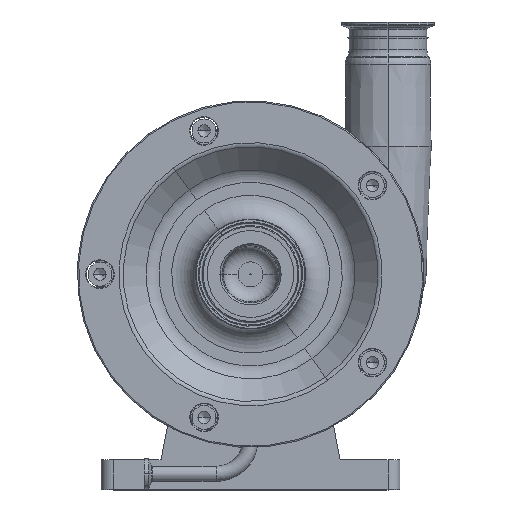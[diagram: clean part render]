
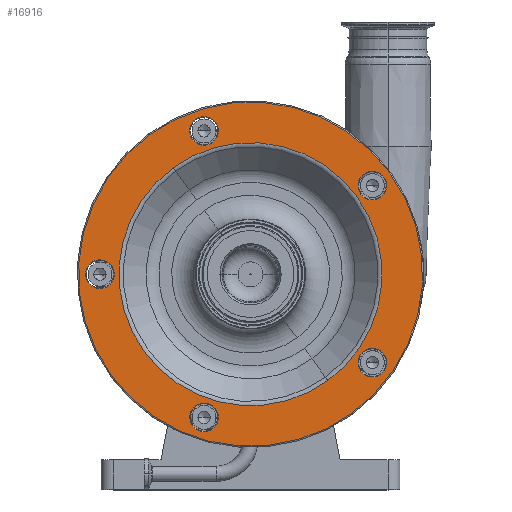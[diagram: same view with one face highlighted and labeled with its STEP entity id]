
A CAD part, top view. The second image highlights one B-rep face of the part: STEP entity #16916.
In plain terms, the highlighted planar face has unit normal (0, 0, 1).
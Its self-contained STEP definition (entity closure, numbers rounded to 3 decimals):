
#93 = DIRECTION ( 'NONE',  ( 0., 0., 1. ) ) ;
#136 = DIRECTION ( 'NONE',  ( 0.588, -0.809, 0. ) ) ;
#232 = CIRCLE ( 'NONE', #15345, 12. ) ;
#360 = DIRECTION ( 'NONE',  ( 0., 0., 1. ) ) ;
#615 = DIRECTION ( 'NONE',  ( 0.588, -0.809, 0. ) ) ;
#940 = CARTESIAN_POINT ( 'NONE',  ( -31.883, 290.125, 220. ) ) ;
#1164 = FACE_BOUND ( 'NONE', #9238, .T. ) ;
#1194 = DIRECTION ( 'NONE',  ( 0., 0., 1. ) ) ;
#1197 = AXIS2_PLACEMENT_3D ( 'NONE', #17701, #1333, #4188 ) ;
#1333 = DIRECTION ( 'NONE',  ( 0., 0., 1. ) ) ;
#1350 = DIRECTION ( 'NONE',  ( 0., 0., -1. ) ) ;
#1351 = VERTEX_POINT ( 'NONE', #11301 ) ;
#1414 = AXIS2_PLACEMENT_3D ( 'NONE', #7627, #13671, #136 ) ;
#1628 = EDGE_CURVE ( 'NONE', #17618, #15782, #15497, .T. ) ;
#1691 = ORIENTED_EDGE ( 'NONE', *, *, #15773, .F. ) ;
#2380 = CIRCLE ( 'NONE', #7743, 12. ) ;
#2664 = AXIS2_PLACEMENT_3D ( 'NONE', #8138, #14451, #15834 ) ;
#2668 = CIRCLE ( 'NONE', #7362, 12. ) ;
#2736 = DIRECTION ( 'NONE',  ( 0.588, -0.809, 0. ) ) ;
#2904 = DIRECTION ( 'NONE',  ( 0.588, -0.809, 0. ) ) ;
#3065 = DIRECTION ( 'NONE',  ( 0.588, -0.809, 0. ) ) ;
#3070 = VERTEX_POINT ( 'NONE', #18580 ) ;
#3157 = DIRECTION ( 'NONE',  ( 0., 0., 1. ) ) ;
#3302 = VERTEX_POINT ( 'NONE', #13649 ) ;
#3349 = CARTESIAN_POINT ( 'NONE',  ( -126., 180., 220. ) ) ;
#3471 = CIRCLE ( 'NONE', #4101, 12. ) ;
#3487 = CARTESIAN_POINT ( 'NONE',  ( 101.936, 254.061, 220. ) ) ;
#3784 = ORIENTED_EDGE ( 'NONE', *, *, #8703, .F. ) ;
#3902 = VERTEX_POINT ( 'NONE', #10430 ) ;
#4101 = AXIS2_PLACEMENT_3D ( 'NONE', #14077, #14168, #6659 ) ;
#4188 = DIRECTION ( 'NONE',  ( 0.588, -0.809, 0. ) ) ;
#4641 = CARTESIAN_POINT ( 'NONE',  ( 101.936, 105.939, 220. ) ) ;
#4883 = AXIS2_PLACEMENT_3D ( 'NONE', #3349, #8064, #7966 ) ;
#5353 = DIRECTION ( 'NONE',  ( 0., 0., 1. ) ) ;
#5938 = EDGE_LOOP ( 'NONE', ( #15537, #16575 ) ) ;
#6094 = CIRCLE ( 'NONE', #1414, 12. ) ;
#6132 = DIRECTION ( 'NONE',  ( 0.588, -0.809, 0. ) ) ;
#6249 = CARTESIAN_POINT ( 'NONE',  ( 94.883, 263.769, 220. ) ) ;
#6474 = EDGE_CURVE ( 'NONE', #15999, #11948, #14598, .T. ) ;
#6498 = VERTEX_POINT ( 'NONE', #9603 ) ;
#6650 = DIRECTION ( 'NONE',  ( 0.588, -0.809, 0. ) ) ;
#6659 = DIRECTION ( 'NONE',  ( 0.588, -0.809, 0. ) ) ;
#6751 = CIRCLE ( 'NONE', #9289, 144. ) ;
#7097 = EDGE_CURVE ( 'NONE', #3902, #3070, #2668, .T. ) ;
#7131 = EDGE_CURVE ( 'NONE', #9243, #18673, #7700, .T. ) ;
#7145 = DIRECTION ( 'NONE',  ( 0., 0., 1. ) ) ;
#7165 = CIRCLE ( 'NONE', #19131, 12. ) ;
#7260 = FACE_BOUND ( 'NONE', #14055, .T. ) ;
#7337 = DIRECTION ( 'NONE',  ( 0., 0., 1. ) ) ;
#7362 = AXIS2_PLACEMENT_3D ( 'NONE', #4641, #3157, #3065 ) ;
#7627 = CARTESIAN_POINT ( 'NONE',  ( -126., 180., 220. ) ) ;
#7689 = DIRECTION ( 'NONE',  ( 0.588, -0.809, 0. ) ) ;
#7700 = CIRCLE ( 'NONE', #12135, 144. ) ;
#7709 = DIRECTION ( 'NONE',  ( 0., 0., 1. ) ) ;
#7743 = AXIS2_PLACEMENT_3D ( 'NONE', #15639, #360, #6650 ) ;
#7842 = VERTEX_POINT ( 'NONE', #8046 ) ;
#7966 = DIRECTION ( 'NONE',  ( 0.588, -0.809, 0. ) ) ;
#8046 = CARTESIAN_POINT ( 'NONE',  ( -118.947, 170.292, 220. ) ) ;
#8064 = DIRECTION ( 'NONE',  ( 0., 0., 1. ) ) ;
#8138 = CARTESIAN_POINT ( 'NONE',  ( -38.936, 299.833, 220. ) ) ;
#8239 = CARTESIAN_POINT ( 'NONE',  ( -64.698, 269.049, 220. ) ) ;
#8547 = FACE_BOUND ( 'NONE', #9843, .T. ) ;
#8703 = EDGE_CURVE ( 'NONE', #3302, #1351, #3471, .T. ) ;
#9197 = CARTESIAN_POINT ( 'NONE',  ( -45.99, 309.541, 220. ) ) ;
#9238 = EDGE_LOOP ( 'NONE', ( #1691, #18860 ) ) ;
#9243 = VERTEX_POINT ( 'NONE', #10391 ) ;
#9289 = AXIS2_PLACEMENT_3D ( 'NONE', #18924, #1194, #11760 ) ;
#9352 = VERTEX_POINT ( 'NONE', #9197 ) ;
#9603 = CARTESIAN_POINT ( 'NONE',  ( -133.053, 189.708, 220. ) ) ;
#9680 = CARTESIAN_POINT ( 'NONE',  ( -84.641, 296.498, 220. ) ) ;
#9843 = EDGE_LOOP ( 'NONE', ( #13389, #10152 ) ) ;
#10096 = EDGE_LOOP ( 'NONE', ( #19249, #12413 ) ) ;
#10152 = ORIENTED_EDGE ( 'NONE', *, *, #14264, .F. ) ;
#10236 = AXIS2_PLACEMENT_3D ( 'NONE', #15300, #7709, #6132 ) ;
#10391 = CARTESIAN_POINT ( 'NONE',  ( 84.641, 63.502, 220. ) ) ;
#10410 = CARTESIAN_POINT ( 'NONE',  ( -38.936, 60.167, 220. ) ) ;
#10430 = CARTESIAN_POINT ( 'NONE',  ( 94.883, 115.647, 220. ) ) ;
#11245 = EDGE_LOOP ( 'NONE', ( #11840, #3784 ) ) ;
#11301 = CARTESIAN_POINT ( 'NONE',  ( -31.883, 50.459, 220. ) ) ;
#11732 = CARTESIAN_POINT ( 'NONE',  ( 116.498, 264.641, 220. ) ) ;
#11760 = DIRECTION ( 'NONE',  ( 0.588, -0.809, 0. ) ) ;
#11840 = ORIENTED_EDGE ( 'NONE', *, *, #17147, .F. ) ;
#11888 = ORIENTED_EDGE ( 'NONE', *, *, #13924, .F. ) ;
#11933 = FACE_OUTER_BOUND ( 'NONE', #10096, .T. ) ;
#11948 = VERTEX_POINT ( 'NONE', #13730 ) ;
#12135 = AXIS2_PLACEMENT_3D ( 'NONE', #18249, #93, #7689 ) ;
#12377 = AXIS2_PLACEMENT_3D ( 'NONE', #18287, #13775, #2904 ) ;
#12413 = ORIENTED_EDGE ( 'NONE', *, *, #15362, .T. ) ;
#13066 = CIRCLE ( 'NONE', #2664, 12. ) ;
#13116 = PLANE ( 'NONE',  #15628 ) ;
#13317 = FACE_BOUND ( 'NONE', #11245, .T. ) ;
#13389 = ORIENTED_EDGE ( 'NONE', *, *, #1628, .F. ) ;
#13649 = CARTESIAN_POINT ( 'NONE',  ( -45.99, 69.875, 220. ) ) ;
#13671 = DIRECTION ( 'NONE',  ( 0., 0., 1. ) ) ;
#13730 = CARTESIAN_POINT ( 'NONE',  ( 108.99, 244.353, 220. ) ) ;
#13738 = CIRCLE ( 'NONE', #4883, 12. ) ;
#13775 = DIRECTION ( 'NONE',  ( 0., 0., 1. ) ) ;
#13924 = EDGE_CURVE ( 'NONE', #7842, #6498, #6094, .T. ) ;
#13970 = ORIENTED_EDGE ( 'NONE', *, *, #15565, .F. ) ;
#14055 = EDGE_LOOP ( 'NONE', ( #17947, #19020 ) ) ;
#14077 = CARTESIAN_POINT ( 'NONE',  ( -38.936, 60.167, 220. ) ) ;
#14168 = DIRECTION ( 'NONE',  ( 0., 0., 1. ) ) ;
#14264 = EDGE_CURVE ( 'NONE', #15782, #17618, #18726, .T. ) ;
#14451 = DIRECTION ( 'NONE',  ( 0., 0., 1. ) ) ;
#14598 = CIRCLE ( 'NONE', #16790, 12. ) ;
#14619 = EDGE_CURVE ( 'NONE', #19032, #9352, #13066, .T. ) ;
#14842 = DIRECTION ( 'NONE',  ( 0.588, -0.809, 0. ) ) ;
#14862 = FACE_BOUND ( 'NONE', #5938, .T. ) ;
#15300 = CARTESIAN_POINT ( 'NONE',  ( 0., 180., 220. ) ) ;
#15345 = AXIS2_PLACEMENT_3D ( 'NONE', #10410, #7145, #14842 ) ;
#15362 = EDGE_CURVE ( 'NONE', #18673, #9243, #6751, .T. ) ;
#15366 = CIRCLE ( 'NONE', #1197, 12. ) ;
#15497 = CIRCLE ( 'NONE', #12377, 110.071 ) ;
#15537 = ORIENTED_EDGE ( 'NONE', *, *, #14619, .F. ) ;
#15565 = EDGE_CURVE ( 'NONE', #6498, #7842, #13738, .T. ) ;
#15628 = AXIS2_PLACEMENT_3D ( 'NONE', #11732, #1350, #18995 ) ;
#15639 = CARTESIAN_POINT ( 'NONE',  ( 101.936, 105.939, 220. ) ) ;
#15773 = EDGE_CURVE ( 'NONE', #3070, #3902, #2380, .T. ) ;
#15782 = VERTEX_POINT ( 'NONE', #8239 ) ;
#15834 = DIRECTION ( 'NONE',  ( 0.588, -0.809, 0. ) ) ;
#15920 = EDGE_LOOP ( 'NONE', ( #11888, #13970 ) ) ;
#15999 = VERTEX_POINT ( 'NONE', #6249 ) ;
#16149 = FACE_BOUND ( 'NONE', #15920, .T. ) ;
#16575 = ORIENTED_EDGE ( 'NONE', *, *, #17925, .F. ) ;
#16734 = CARTESIAN_POINT ( 'NONE',  ( 64.698, 90.951, 220. ) ) ;
#16790 = AXIS2_PLACEMENT_3D ( 'NONE', #3487, #5353, #615 ) ;
#16916 = ADVANCED_FACE ( 'NONE', ( #1164, #13317, #16149, #7260, #8547, #11933, #14862 ), #13116, .F. ) ;
#17147 = EDGE_CURVE ( 'NONE', #1351, #3302, #232, .T. ) ;
#17618 = VERTEX_POINT ( 'NONE', #16734 ) ;
#17701 = CARTESIAN_POINT ( 'NONE',  ( 101.936, 254.061, 220. ) ) ;
#17910 = CARTESIAN_POINT ( 'NONE',  ( -38.936, 299.833, 220. ) ) ;
#17925 = EDGE_CURVE ( 'NONE', #9352, #19032, #7165, .T. ) ;
#17947 = ORIENTED_EDGE ( 'NONE', *, *, #18050, .F. ) ;
#18050 = EDGE_CURVE ( 'NONE', #11948, #15999, #15366, .T. ) ;
#18249 = CARTESIAN_POINT ( 'NONE',  ( 0., 180., 220. ) ) ;
#18287 = CARTESIAN_POINT ( 'NONE',  ( 0., 180., 220. ) ) ;
#18580 = CARTESIAN_POINT ( 'NONE',  ( 108.99, 96.231, 220. ) ) ;
#18673 = VERTEX_POINT ( 'NONE', #9680 ) ;
#18726 = CIRCLE ( 'NONE', #10236, 110.071 ) ;
#18860 = ORIENTED_EDGE ( 'NONE', *, *, #7097, .F. ) ;
#18924 = CARTESIAN_POINT ( 'NONE',  ( 0., 180., 220. ) ) ;
#18995 = DIRECTION ( 'NONE',  ( -0.588, 0.809, 0. ) ) ;
#19020 = ORIENTED_EDGE ( 'NONE', *, *, #6474, .F. ) ;
#19032 = VERTEX_POINT ( 'NONE', #940 ) ;
#19131 = AXIS2_PLACEMENT_3D ( 'NONE', #17910, #7337, #2736 ) ;
#19249 = ORIENTED_EDGE ( 'NONE', *, *, #7131, .T. ) ;
